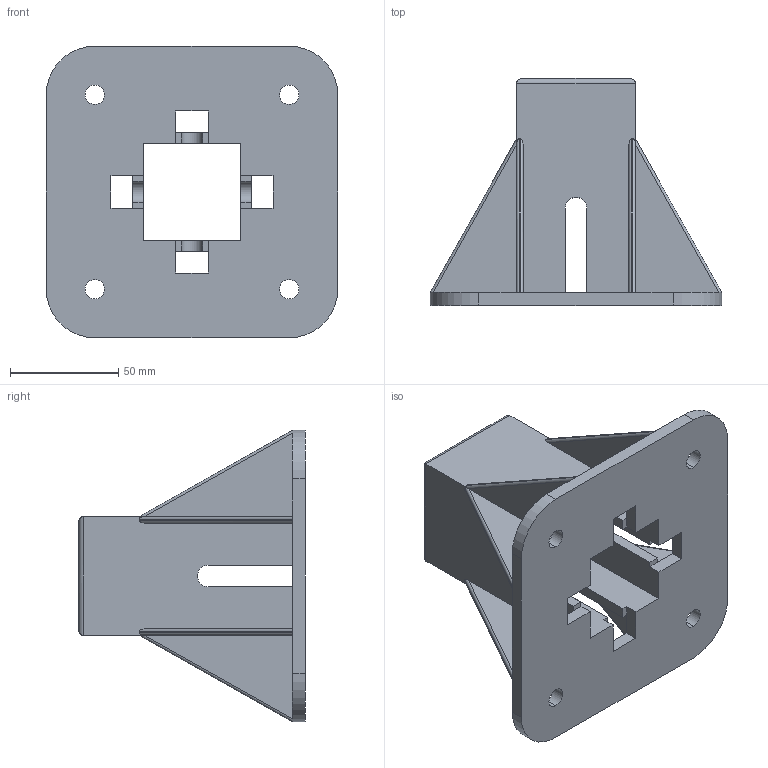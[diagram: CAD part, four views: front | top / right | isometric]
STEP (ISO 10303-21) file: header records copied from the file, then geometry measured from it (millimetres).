
FILE_DESCRIPTION (( 'STEP AP214' ), '1' );
FILE_NAME ('A60.50.45.45 - Anchor Base 10 - 45 x 45.STEP', '2020-03-10T15:57:34', ( '' ), ( '' ), 'SwSTEP 2.0', 'SolidWorks 2015', '' );
FILE_SCHEMA (( 'AUTOMOTIVE_DESIGN' ));
Length unit declared in the file: inch
Products named in the file (2): A60.50.45.45 - Anchor Base 10 - 45 x 45
Bounding box: 135 x 105 x 135 mm (x, y, z)
Volume: 211471.5 mm3; surface area: 94261.3 mm2
Topology: 1 solids, 1 shells, 110 faces, 308 edges, 192 vertices
Faces by surface type: plane 74, cylinder 36
Entity records: 4965 total; most frequent: CARTESIAN_POINT 720, ORIENTED_EDGE 616, DIRECTION 528, EDGE_CURVE 308, VECTOR 240, LINE 240, VERTEX_POINT 192, AXIS2_PLACEMENT_3D 144
